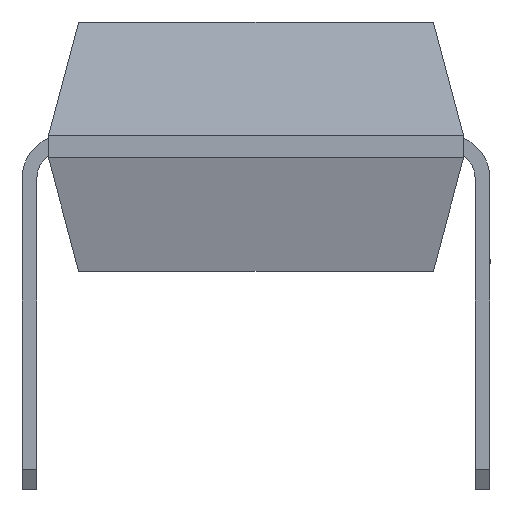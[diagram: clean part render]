
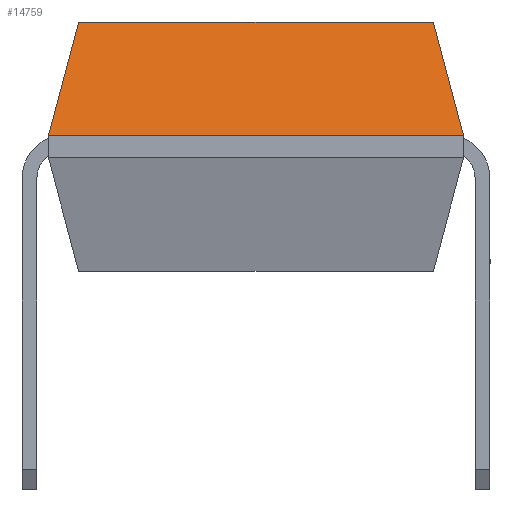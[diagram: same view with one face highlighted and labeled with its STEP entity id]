
A CAD part, front view. The second image highlights one B-rep face of the part: STEP entity #14759.
In plain terms, the highlighted planar face has unit normal (0, -0.966, 0.258).
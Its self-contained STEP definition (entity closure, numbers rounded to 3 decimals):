
#14704=CARTESIAN_POINT('',(2.982,-17.082,4.57));
#14705=VERTEX_POINT('',#14704);
#14712=CARTESIAN_POINT('',(3.49,-17.59,2.665));
#14713=VERTEX_POINT('',#14712);
#14714=CARTESIAN_POINT('',(2.982,-17.082,4.57));
#14715=DIRECTION('',(0.25,-0.25,-0.936));
#14716=VECTOR('',#14715,2.036);
#14717=LINE('',#14714,#14716);
#14718=EDGE_CURVE('',#14705,#14713,#14717,.T.);
#14729=CARTESIAN_POINT('',(0.,-17.336,3.617));
#14730=DIRECTION('',(0.0,-0.966,0.258));
#14731=DIRECTION('',(0.0,-0.258,-0.966));
#14732=AXIS2_PLACEMENT_3D('',#14729,#14730,#14731);
#14733=PLANE('',#14732);
#14734=ORIENTED_EDGE('',*,*,#14718,.F.);
#14735=CARTESIAN_POINT('',(-2.982,-17.082,4.57));
#14736=VERTEX_POINT('',#14735);
#14737=CARTESIAN_POINT('',(2.982,-17.082,4.57));
#14738=DIRECTION('',(-1.0,0.0,0.0));
#14739=VECTOR('',#14738,5.964);
#14740=LINE('',#14737,#14739);
#14741=EDGE_CURVE('',#14705,#14736,#14740,.T.);
#14742=ORIENTED_EDGE('',*,*,#14741,.T.);
#14743=CARTESIAN_POINT('',(-3.49,-17.59,2.665));
#14744=VERTEX_POINT('',#14743);
#14745=CARTESIAN_POINT('',(-3.49,-17.59,2.665));
#14746=DIRECTION('',(0.25,0.25,0.936));
#14747=VECTOR('',#14746,2.036);
#14748=LINE('',#14745,#14747);
#14749=EDGE_CURVE('',#14744,#14736,#14748,.T.);
#14750=ORIENTED_EDGE('',*,*,#14749,.F.);
#14751=CARTESIAN_POINT('',(-3.49,-17.59,2.665));
#14752=DIRECTION('',(1.0,0.0,0.0));
#14753=VECTOR('',#14752,6.98);
#14754=LINE('',#14751,#14753);
#14755=EDGE_CURVE('',#14744,#14713,#14754,.T.);
#14756=ORIENTED_EDGE('',*,*,#14755,.T.);
#14757=EDGE_LOOP('',(#14734,#14742,#14750,#14756));
#14758=FACE_OUTER_BOUND('',#14757,.T.);
#14759=ADVANCED_FACE('',(#14758),#14733,.T.);
